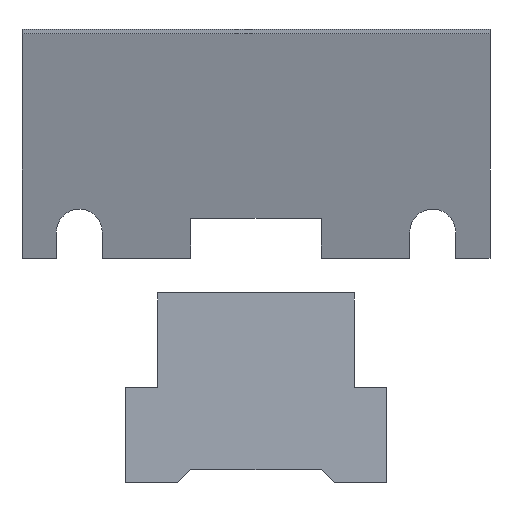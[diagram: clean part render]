
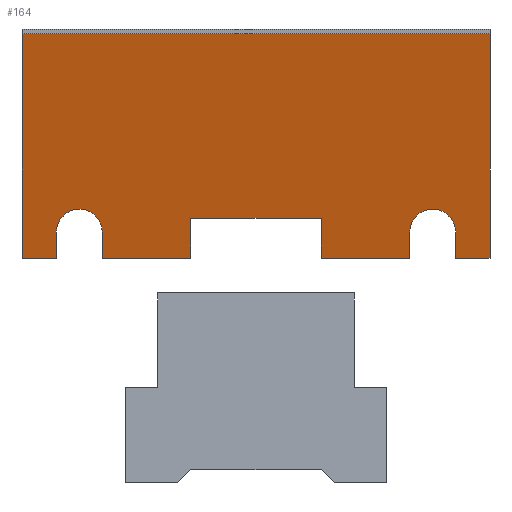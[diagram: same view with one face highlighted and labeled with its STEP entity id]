
A CAD part, front view. The second image highlights one B-rep face of the part: STEP entity #164.
In plain terms, the highlighted planar face has unit normal (0, -0.966, -0.259).
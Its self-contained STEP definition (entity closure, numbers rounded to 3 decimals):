
#164 = ADVANCED_FACE( '', ( #318 ), #319, .T. );
#318 = FACE_OUTER_BOUND( '', #462, .T. );
#319 = PLANE( '', #463 );
#462 = EDGE_LOOP( '', ( #739, #740, #741, #742, #743, #744, #745, #746, #747, #748, #749, #750, #751, #752, #753, #754 ) );
#463 = AXIS2_PLACEMENT_3D( '', #755, #756, #757 );
#739 = ORIENTED_EDGE( '', *, *, #902, .F. );
#740 = ORIENTED_EDGE( '', *, *, #972, .F. );
#741 = ORIENTED_EDGE( '', *, *, #892, .F. );
#742 = ORIENTED_EDGE( '', *, *, #855, .T. );
#743 = ORIENTED_EDGE( '', *, *, #973, .F. );
#744 = ORIENTED_EDGE( '', *, *, #909, .F. );
#745 = ORIENTED_EDGE( '', *, *, #898, .T. );
#746 = ORIENTED_EDGE( '', *, *, #889, .T. );
#747 = ORIENTED_EDGE( '', *, *, #974, .F. );
#748 = ORIENTED_EDGE( '', *, *, #929, .F. );
#749 = ORIENTED_EDGE( '', *, *, #860, .F. );
#750 = ORIENTED_EDGE( '', *, *, #917, .T. );
#751 = ORIENTED_EDGE( '', *, *, #925, .T. );
#752 = ORIENTED_EDGE( '', *, *, #970, .T. );
#753 = ORIENTED_EDGE( '', *, *, #958, .T. );
#754 = ORIENTED_EDGE( '', *, *, #867, .T. );
#755 = CARTESIAN_POINT( '', ( -51.211, -8.3, -17.5 ) );
#756 = DIRECTION( '', ( 0., -0.966, -0.259 ) );
#757 = DIRECTION( '', ( 0., 0.259, -0.966 ) );
#855 = EDGE_CURVE( '', #993, #994, #995, .T. );
#860 = EDGE_CURVE( '', #1002, #1003, #1004, .T. );
#867 = EDGE_CURVE( '', #1016, #1014, #1017, .T. );
#889 = EDGE_CURVE( '', #1056, #1054, #1057, .T. );
#892 = EDGE_CURVE( '', #993, #1060, #1061, .T. );
#898 = EDGE_CURVE( '', #1070, #1056, #1071, .T. );
#902 = EDGE_CURVE( '', #1076, #1014, #1077, .T. );
#909 = EDGE_CURVE( '', #1070, #1087, #1088, .T. );
#917 = EDGE_CURVE( '', #1002, #1099, #1100, .T. );
#925 = EDGE_CURVE( '', #1099, #1110, #1112, .T. );
#929 = EDGE_CURVE( '', #1003, #1116, #1117, .T. );
#958 = EDGE_CURVE( '', #1157, #1016, #1161, .T. );
#970 = EDGE_CURVE( '', #1110, #1157, #1176, .T. );
#972 = EDGE_CURVE( '', #1060, #1076, #1178, .T. );
#973 = EDGE_CURVE( '', #1087, #994, #1179, .T. );
#974 = EDGE_CURVE( '', #1116, #1054, #1180, .T. );
#993 = VERTEX_POINT( '', #1199 );
#994 = VERTEX_POINT( '', #1200 );
#995 = LINE( '', #1201, #1202 );
#1002 = VERTEX_POINT( '', #1212 );
#1003 = VERTEX_POINT( '', #1213 );
#1004 = LINE( '', #1214, #1215 );
#1014 = VERTEX_POINT( '', #1229 );
#1016 = VERTEX_POINT( '', #1232 );
#1017 = LINE( '', #1233, #1234 );
#1054 = VERTEX_POINT( '', #1288 );
#1056 = VERTEX_POINT( '', #1291 );
#1057 = LINE( '', #1292, #1293 );
#1060 = VERTEX_POINT( '', #1297 );
#1061 = LINE( '', #1298, #1299 );
#1070 = VERTEX_POINT( '', #1312 );
#1071 = LINE( '', #1313, #1314 );
#1076 = VERTEX_POINT( '', #1321 );
#1077 = LINE( '', #1322, #1323 );
#1087 = VERTEX_POINT( '', #1335 );
#1088 = LINE( '', #1336, #1337 );
#1099 = VERTEX_POINT( '', #1353 );
#1100 = LINE( '', #1354, #1355 );
#1110 = VERTEX_POINT( '', #1368 );
#1112 = LINE( '', #1371, #1372 );
#1116 = VERTEX_POINT( '', #1377 );
#1117 = ELLIPSE( '', #1378, 3.623, 3.5 );
#1157 = VERTEX_POINT( '', #1434 );
#1161 = LINE( '', #1440, #1441 );
#1176 = LINE( '', #1459, #1460 );
#1178 = ELLIPSE( '', #1462, 3.623, 3.5 );
#1179 = LINE( '', #1463, #1464 );
#1180 = LINE( '', #1465, #1466 );
#1199 = CARTESIAN_POINT( '', ( 30.5, -8.3, -17.5 ) );
#1200 = CARTESIAN_POINT( '', ( 35.75, -8.3, -17.5 ) );
#1201 = CARTESIAN_POINT( '', ( -51.211, -8.3, -17.5 ) );
#1202 = VECTOR( '', #1490, 1000. );
#1212 = CARTESIAN_POINT( '', ( -23.5, -8.3, -17.5 ) );
#1213 = CARTESIAN_POINT( '', ( -23.5, -9.372, -13.5 ) );
#1214 = CARTESIAN_POINT( '', ( -23.5, -8.3, -17.5 ) );
#1215 = VECTOR( '', #1494, 1000. );
#1229 = CARTESIAN_POINT( '', ( 23.5, -8.3, -17.5 ) );
#1232 = CARTESIAN_POINT( '', ( 10., -8.3, -17.5 ) );
#1233 = CARTESIAN_POINT( '', ( -51.211, -8.3, -17.5 ) );
#1234 = VECTOR( '', #1500, 1000. );
#1288 = CARTESIAN_POINT( '', ( -30.5, -8.3, -17.5 ) );
#1291 = CARTESIAN_POINT( '', ( -35.75, -8.3, -17.5 ) );
#1292 = CARTESIAN_POINT( '', ( -51.211, -8.3, -17.5 ) );
#1293 = VECTOR( '', #1519, 1000. );
#1297 = CARTESIAN_POINT( '', ( 30.5, -9.372, -13.5 ) );
#1298 = CARTESIAN_POINT( '', ( 30.5, -8.3, -17.5 ) );
#1299 = VECTOR( '', #1521, 1000. );
#1312 = CARTESIAN_POINT( '', ( -35.75, -17.5, 16.835 ) );
#1313 = CARTESIAN_POINT( '', ( -35.75, -8.916, -15.2 ) );
#1314 = VECTOR( '', #1526, 1000. );
#1321 = CARTESIAN_POINT( '', ( 23.5, -9.372, -13.5 ) );
#1322 = CARTESIAN_POINT( '', ( 23.5, -8.3, -17.5 ) );
#1323 = VECTOR( '', #1529, 1000. );
#1335 = CARTESIAN_POINT( '', ( 35.75, -17.5, 16.835 ) );
#1336 = CARTESIAN_POINT( '', ( -51.211, -17.5, 16.835 ) );
#1337 = VECTOR( '', #1538, 1000. );
#1353 = CARTESIAN_POINT( '', ( -10., -8.3, -17.5 ) );
#1354 = CARTESIAN_POINT( '', ( -51.211, -8.3, -17.5 ) );
#1355 = VECTOR( '', #1544, 1000. );
#1368 = CARTESIAN_POINT( '', ( -10., -9.934, -11.4 ) );
#1371 = CARTESIAN_POINT( '', ( -10., -8.3, -17.5 ) );
#1372 = VECTOR( '', #1552, 1000. );
#1377 = CARTESIAN_POINT( '', ( -30.5, -9.372, -13.5 ) );
#1378 = AXIS2_PLACEMENT_3D( '', #1554, #1555, #1556 );
#1434 = CARTESIAN_POINT( '', ( 10., -9.934, -11.4 ) );
#1440 = CARTESIAN_POINT( '', ( 10., -8.3, -17.5 ) );
#1441 = VECTOR( '', #1584, 1000. );
#1459 = CARTESIAN_POINT( '', ( -51.211, -9.934, -11.4 ) );
#1460 = VECTOR( '', #1597, 1000. );
#1462 = AXIS2_PLACEMENT_3D( '', #1598, #1599, #1600 );
#1463 = CARTESIAN_POINT( '', ( 35.75, -8.3, -17.5 ) );
#1464 = VECTOR( '', #1601, 1000. );
#1465 = CARTESIAN_POINT( '', ( -30.5, -8.3, -17.5 ) );
#1466 = VECTOR( '', #1602, 1000. );
#1490 = DIRECTION( '', ( 1., 0., 0. ) );
#1494 = DIRECTION( '', ( 0., -0.259, 0.966 ) );
#1500 = DIRECTION( '', ( 1., 0., 0. ) );
#1519 = DIRECTION( '', ( 1., 0., 0. ) );
#1521 = DIRECTION( '', ( 0., -0.259, 0.966 ) );
#1526 = DIRECTION( '', ( 0., 0.259, -0.966 ) );
#1529 = DIRECTION( '', ( 0., 0.259, -0.966 ) );
#1538 = DIRECTION( '', ( 1., 0., 0. ) );
#1544 = DIRECTION( '', ( 1., 0., 0. ) );
#1552 = DIRECTION( '', ( 0., -0.259, 0.966 ) );
#1554 = CARTESIAN_POINT( '', ( -27., -9.372, -13.5 ) );
#1555 = DIRECTION( '', ( 0., -0.966, -0.259 ) );
#1556 = DIRECTION( '', ( 0., 0.259, -0.966 ) );
#1584 = DIRECTION( '', ( 0., 0.259, -0.966 ) );
#1597 = DIRECTION( '', ( 1., 0., 0. ) );
#1598 = CARTESIAN_POINT( '', ( 27., -9.372, -13.5 ) );
#1599 = DIRECTION( '', ( 0., -0.966, -0.259 ) );
#1600 = DIRECTION( '', ( 0., 0.259, -0.966 ) );
#1601 = DIRECTION( '', ( 0., 0.259, -0.966 ) );
#1602 = DIRECTION( '', ( 0., 0.259, -0.966 ) );
